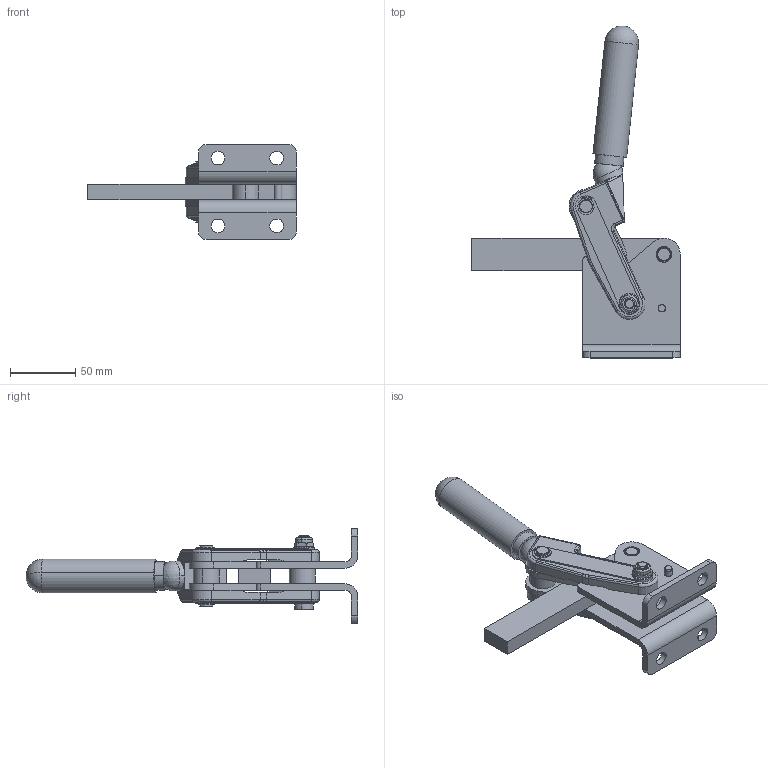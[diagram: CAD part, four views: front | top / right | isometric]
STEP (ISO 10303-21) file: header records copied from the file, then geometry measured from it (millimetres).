
FILE_DESCRIPTION((''),'2;1');
FILE_NAME('625.0.stp','2005-09-01T12:18:22',('CAD'),(''),'Autodesk Inventor 8','Autodesk Inventor 8','');
FILE_SCHEMA(('AUTOMOTIVE_DESIGN { 1 0 10303 214 1 1 1 1 }'));
Length unit declared in the file: millimetre
Products named in the file (1): Part4
Bounding box: 160 x 254.81 x 73 mm (x, y, z)
Volume: 293525.5 mm3; surface area: 82923.2 mm2
Topology: 13 solids, 13 shells, 2159 faces, 6057 edges, 3988 vertices
Faces by surface type: plane 1415, cylinder 563, cone 124, bspline 35, torus 12, sphere 10
Entity records: 68654 total; most frequent: CARTESIAN_POINT 16130, ORIENTED_EDGE 12088, DIRECTION 10363, EDGE_CURVE 6044, VERTEX_POINT 3985, AXIS2_PLACEMENT_3D 3832, VECTOR 2699, LINE 2699
